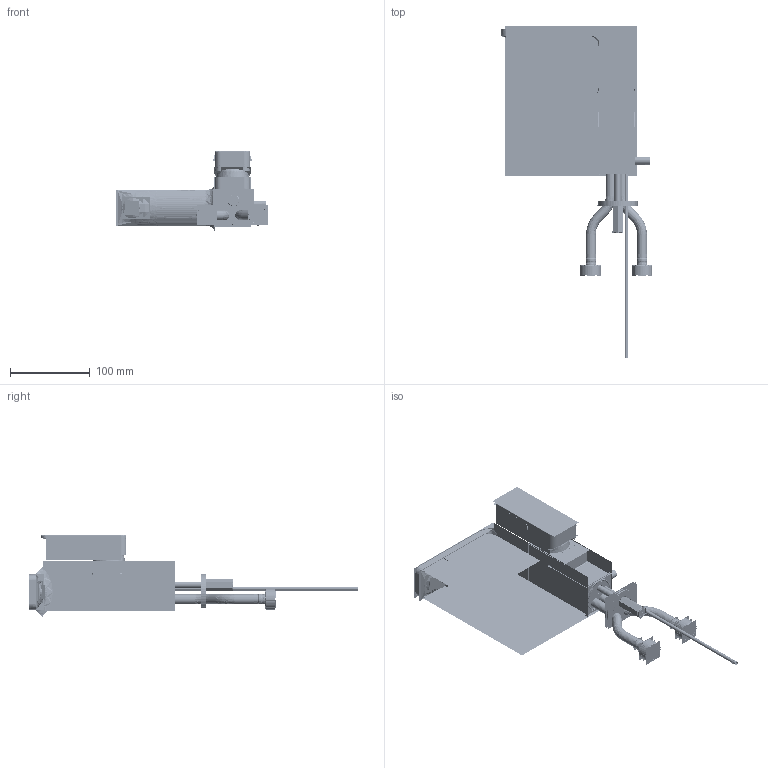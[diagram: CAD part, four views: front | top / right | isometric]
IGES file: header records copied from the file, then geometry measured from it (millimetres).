
Start section:  PTC IGES file: FFAS1305-102500BF0.igs
Global section: file name: FFAS1305-102500BF0.igs; native system: Creo Parametric by PTC Inc.; preprocessor: 2015200; author: 10114211; organization: Unknown; date: 20180809.160311; units: millimetre
Bounding box: 191.25 x 415.4 x 101.63 mm (x, y, z)
Volume: 752381.2 mm3; surface area: 7433013.6 mm2
Topology: 42 solids, 72 shells, 8579 faces, 50594 edges, 68215 vertices
Faces by surface type: bspline 5320, revolution 3259
